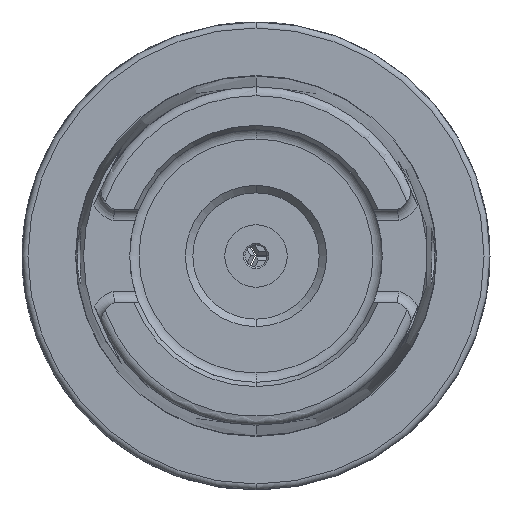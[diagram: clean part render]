
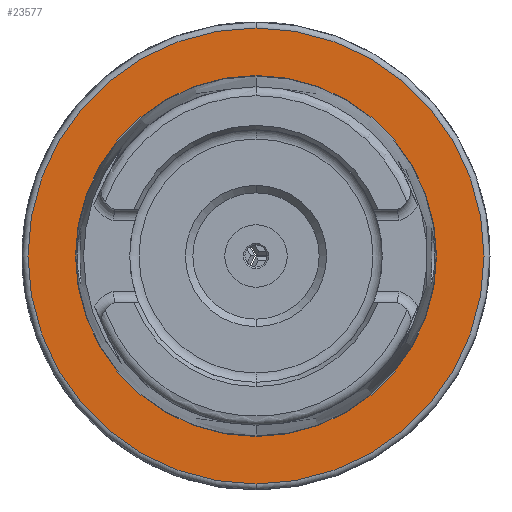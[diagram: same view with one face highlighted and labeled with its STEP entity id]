
A CAD part, front view. The second image highlights one B-rep face of the part: STEP entity #23577.
In plain terms, the highlighted planar face has unit normal (0, -1, 0).
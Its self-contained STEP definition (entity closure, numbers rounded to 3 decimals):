
#59 = CIRCLE ( 'NONE', #23277, 30.7 ) ;
#423 = FACE_OUTER_BOUND ( 'NONE', #8085, .T. ) ;
#659 = CARTESIAN_POINT ( 'NONE',  ( 0., 32., 0. ) ) ;
#1968 = CARTESIAN_POINT ( 'NONE',  ( 0., 32., 0. ) ) ;
#3201 = AXIS2_PLACEMENT_3D ( 'NONE', #659, #20654, #3532 ) ;
#3532 = DIRECTION ( 'NONE',  ( 0., 0., 1. ) ) ;
#4446 = DIRECTION ( 'NONE',  ( 0., 0., -1. ) ) ;
#4859 = DIRECTION ( 'NONE',  ( 0., 0., -1. ) ) ;
#6597 = ORIENTED_EDGE ( 'NONE', *, *, #33994, .F. ) ;
#8085 = EDGE_LOOP ( 'NONE', ( #6597, #30611 ) ) ;
#8198 = EDGE_CURVE ( 'NONE', #30332, #8961, #14934, .T. ) ;
#8627 = AXIS2_PLACEMENT_3D ( 'NONE', #12921, #21569, #4446 ) ;
#8677 = CARTESIAN_POINT ( 'NONE',  ( 0., 32., 0. ) ) ;
#8961 = VERTEX_POINT ( 'NONE', #22853 ) ;
#10664 = CIRCLE ( 'NONE', #28017, 24.3 ) ;
#11553 = DIRECTION ( 'NONE',  ( 0., 0., 1. ) ) ;
#12921 = CARTESIAN_POINT ( 'NONE',  ( 0., 32., 0. ) ) ;
#13842 = CARTESIAN_POINT ( 'NONE',  ( 0., 32., 0. ) ) ;
#14934 = CIRCLE ( 'NONE', #3201, 30.7 ) ;
#16707 = DIRECTION ( 'NONE',  ( 0., 0., -1. ) ) ;
#16999 = AXIS2_PLACEMENT_3D ( 'NONE', #13842, #33903, #16707 ) ;
#19214 = VERTEX_POINT ( 'NONE', #35392 ) ;
#20443 = EDGE_CURVE ( 'NONE', #25572, #19214, #10664, .T. ) ;
#20514 = CARTESIAN_POINT ( 'NONE',  ( 0., 32., 24.3 ) ) ;
#20654 = DIRECTION ( 'NONE',  ( 0., 1., 0. ) ) ;
#21443 = PLANE ( 'NONE',  #8627 ) ;
#21569 = DIRECTION ( 'NONE',  ( 0., -1., 0. ) ) ;
#21986 = DIRECTION ( 'NONE',  ( 0., 1., 0. ) ) ;
#22018 = CIRCLE ( 'NONE', #16999, 24.3 ) ;
#22853 = CARTESIAN_POINT ( 'NONE',  ( 0., 32., 30.7 ) ) ;
#23277 = AXIS2_PLACEMENT_3D ( 'NONE', #8677, #28739, #11553 ) ;
#23577 = ADVANCED_FACE ( 'NONE', ( #25993, #423 ), #21443, .T. ) ;
#24925 = ORIENTED_EDGE ( 'NONE', *, *, #20443, .T. ) ;
#25408 = EDGE_LOOP ( 'NONE', ( #36754, #24925 ) ) ;
#25572 = VERTEX_POINT ( 'NONE', #20514 ) ;
#25993 = FACE_BOUND ( 'NONE', #25408, .T. ) ;
#28017 = AXIS2_PLACEMENT_3D ( 'NONE', #1968, #21986, #4859 ) ;
#28739 = DIRECTION ( 'NONE',  ( 0., 1., 0. ) ) ;
#30332 = VERTEX_POINT ( 'NONE', #33267 ) ;
#30611 = ORIENTED_EDGE ( 'NONE', *, *, #8198, .F. ) ;
#33249 = EDGE_CURVE ( 'NONE', #19214, #25572, #22018, .T. ) ;
#33267 = CARTESIAN_POINT ( 'NONE',  ( 0., 32., -30.7 ) ) ;
#33903 = DIRECTION ( 'NONE',  ( 0., 1., 0. ) ) ;
#33994 = EDGE_CURVE ( 'NONE', #8961, #30332, #59, .T. ) ;
#35392 = CARTESIAN_POINT ( 'NONE',  ( 0., 32., -24.3 ) ) ;
#36754 = ORIENTED_EDGE ( 'NONE', *, *, #33249, .T. ) ;
